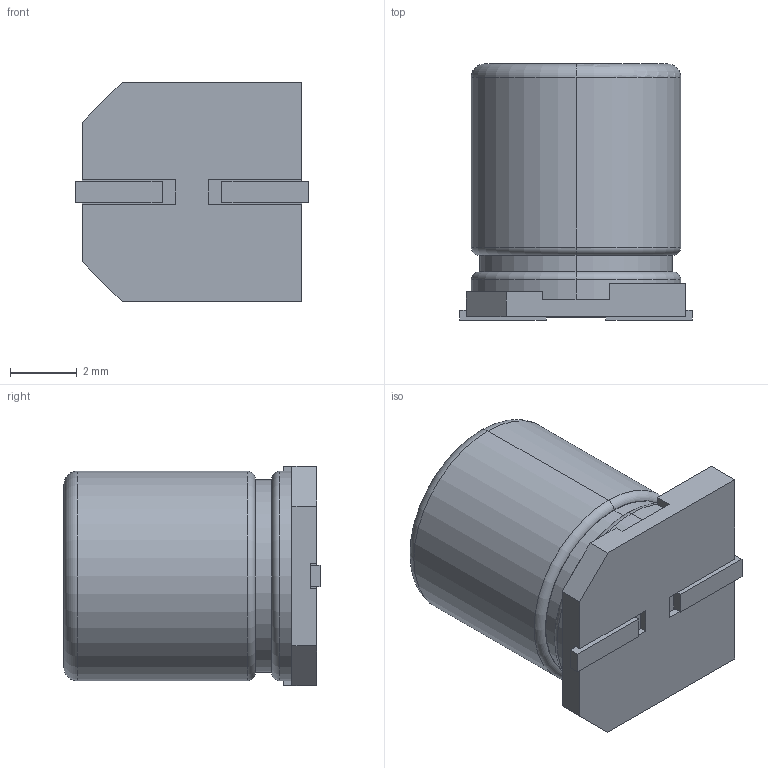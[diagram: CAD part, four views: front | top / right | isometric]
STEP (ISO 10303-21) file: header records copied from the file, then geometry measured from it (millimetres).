
FILE_DESCRIPTION (( 'STEP AP214' ), '1' );
FILE_NAME ('CAP ALUM 6_6mm.STEP', '2015-11-28T00:54:53', ( '' ), ( '' ), 'SwSTEP 2.0', 'SolidWorks 2015', '' );
FILE_SCHEMA (( 'AUTOMOTIVE_DESIGN' ));
Length unit declared in the file: millimetre
Products named in the file (1): CAP ALUM 6_6mm
Bounding box: 7 x 7.7 x 6.6 mm (x, y, z)
Volume: 242.5 mm3; surface area: 269.5 mm2
Topology: 1 solids, 1 shells, 125 faces, 329 edges, 216 vertices
Faces by surface type: plane 81, bspline 30, cylinder 8, torus 6
Entity records: 6484 total; most frequent: CARTESIAN_POINT 2445, ORIENTED_EDGE 658, DIRECTION 495, EDGE_CURVE 329, VECTOR 235, LINE 235, VERTEX_POINT 216, EDGE_LOOP 135
